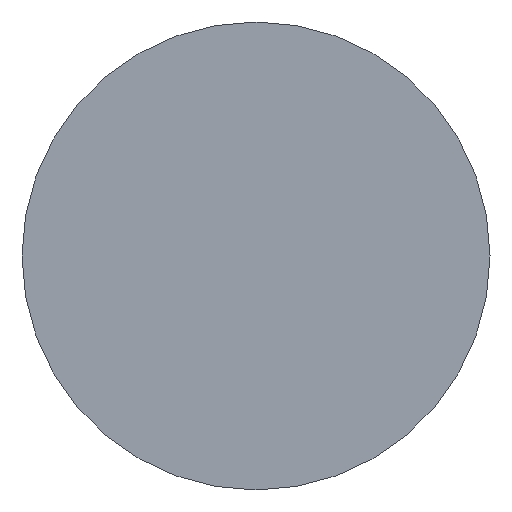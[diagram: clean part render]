
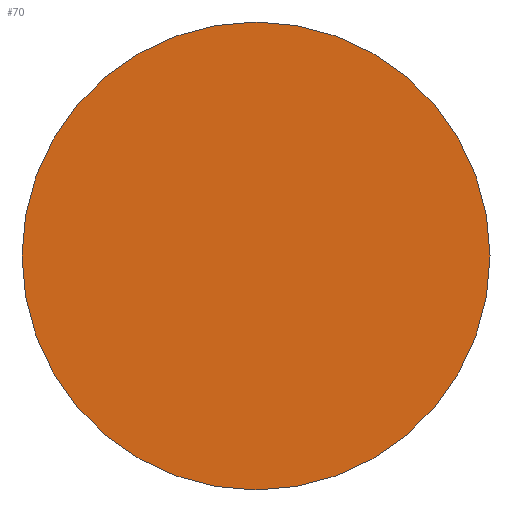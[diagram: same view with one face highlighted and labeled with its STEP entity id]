
A CAD part, left-side view. The second image highlights one B-rep face of the part: STEP entity #70.
In plain terms, the highlighted planar face has unit normal (-1, 0, 0).
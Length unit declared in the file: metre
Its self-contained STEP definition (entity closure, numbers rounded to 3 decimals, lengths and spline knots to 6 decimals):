
#22=PLANE('',#117);
#35=ORIENTED_EDGE('',*,*,#39,.F.);
#39=EDGE_CURVE('',#43,#43,#47,.T.);
#43=VERTEX_POINT('',#148);
#47=CIRCLE('',#114,0.007919);
#55=EDGE_LOOP('',(#35));
#63=FACE_BOUND('',#55,.T.);
#70=ADVANCED_FACE('',(#63),#22,.F.);
#114=AXIS2_PLACEMENT_3D('',#147,#130,#131);
#117=AXIS2_PLACEMENT_3D('',#151,#136,#137);
#130=DIRECTION('',(1.,0.,0.));
#131=DIRECTION('',(0.,0.,-1.));
#136=DIRECTION('',(1.,0.,0.));
#137=DIRECTION('',(0.,1.,0.));
#147=CARTESIAN_POINT('',(0.0335,0.035343,-0.007976));
#148=CARTESIAN_POINT('',(0.0335,0.035343,-0.015895));
#151=CARTESIAN_POINT('',(0.0335,0.003127,0.003552));
